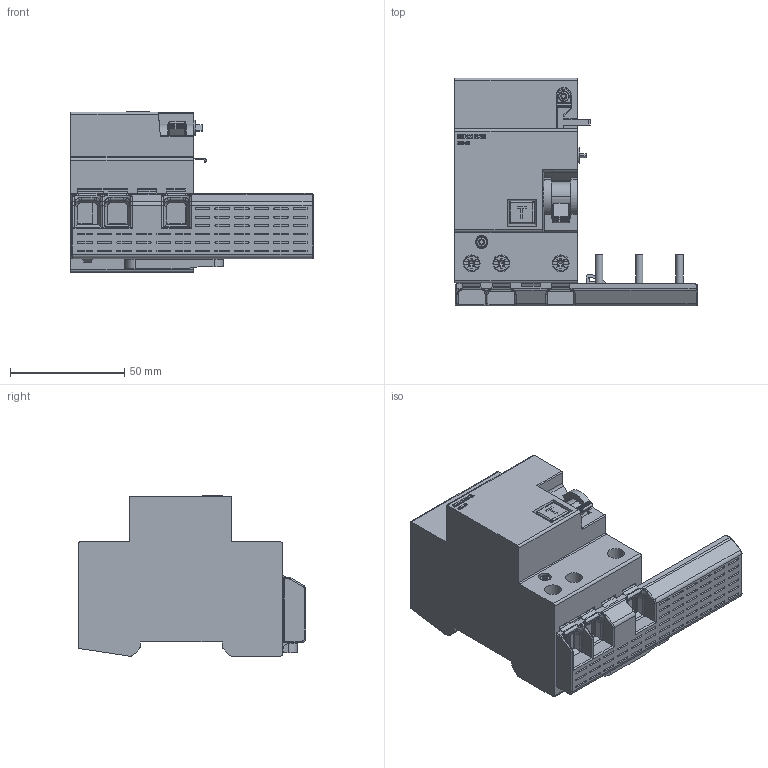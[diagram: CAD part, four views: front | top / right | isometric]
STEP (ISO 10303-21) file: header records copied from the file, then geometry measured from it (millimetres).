
FILE_DESCRIPTION(('STEP AP214'),'1');
FILE_NAME('cctmp_271A5437-CB2E-4412-871A-A3441EF5F3F3_2023_07_22_08_26_10_0476..stp','2023-07-22T06:26:13',('SIEMENS A&D'),('CADClick - www.CADClick.com'),'Spatial InterOp 3D postprocessed',' ','unknown authorization');
FILE_SCHEMA(('AUTOMOTIVE_DESIGN'));
Length unit declared in the file: millimetre
Products named in the file (4): cc_unnamed; 2023_07_22_08_26_10_0415; 2023_07_22_08_26_10_0411; 2023_07_22_08_26_10_0407
Assembly tree (3 placements, depth 2):
  cc_unnamed
    2023_07_22_08_26_10_0415
    2023_07_22_08_26_10_0411
    2023_07_22_08_26_10_0407
Bounding box: 106.3 x 99.9 x 70.2 mm (x, y, z)
Volume: 187687.3 mm3; surface area: 62289.1 mm2
Topology: 3 solids, 4 shells, 1573 faces, 4238 edges, 2727 vertices
Faces by surface type: plane 912, cylinder 360, cone 155, bspline 83, torus 38, extrusion 19, sphere 6
Full cylindrical faces by diameter (mm): 3.181 x1, 3.19 x2, 7.4 x3, 8.8 x1
Entity records: 57417 total; most frequent: CARTESIAN_POINT 13126, ORIENTED_EDGE 8442, DIRECTION 7905, EDGE_CURVE 4221, VECTOR 2825, LINE 2806, VERTEX_POINT 2723, AXIS2_PLACEMENT_3D 2540
